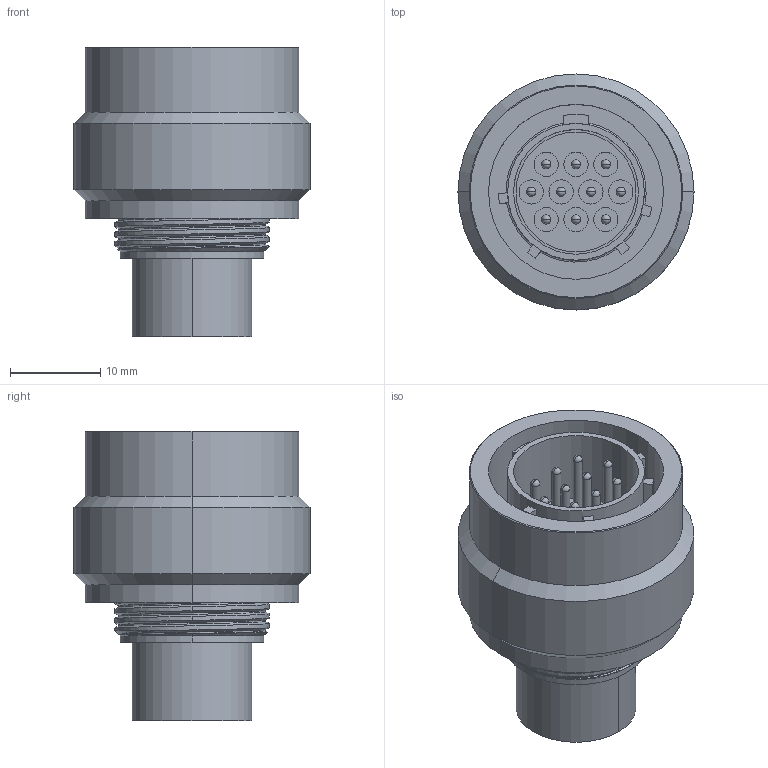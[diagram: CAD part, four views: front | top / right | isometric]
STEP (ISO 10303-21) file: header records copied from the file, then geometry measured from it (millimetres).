
FILE_DESCRIPTION((''),'2;1');
FILE_NAME('UT061210P-CAT_SW_ASM','2010-12-07T',('Gsineau'),(''),'PRO/ENGINEER BY PARAMETRIC TECHNOLOGY CORPORATION, 2010140','PRO/ENGINEER BY PARAMETRIC TECHNOLOGY CORPORATION, 2010140','');
FILE_SCHEMA(('CONFIG_CONTROL_DESIGN'));
Length unit declared in the file: inch
Products named in the file (1): UT061210P-CAT_SW_ASM
Bounding box: 26.1 x 26.1 x 32.05 mm (x, y, z)
Volume: 7392.4 mm3; surface area: 7089.1 mm2
Topology: 1 solids, 1 shells, 194 faces, 447 edges, 274 vertices
Faces by surface type: cylinder 101, plane 46, sphere 20, torus 11, cone 10, bspline 6
Entity records: 7828 total; most frequent: CARTESIAN_POINT 3379, DIRECTION 993, ORIENTED_EDGE 854, EDGE_CURVE 427, AXIS2_PLACEMENT_3D 423, VERTEX_POINT 274, CIRCLE 234, EDGE_LOOP 233
